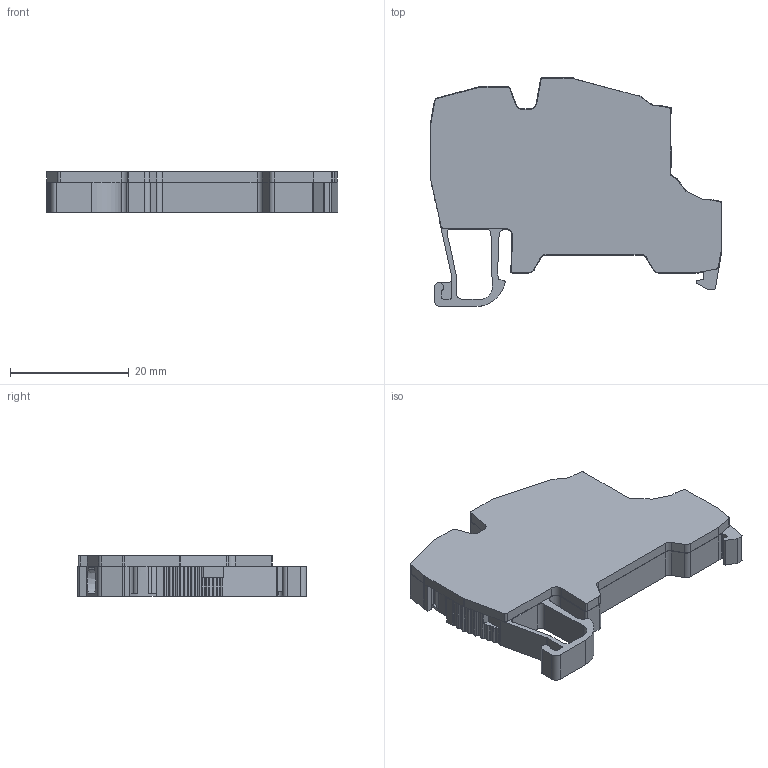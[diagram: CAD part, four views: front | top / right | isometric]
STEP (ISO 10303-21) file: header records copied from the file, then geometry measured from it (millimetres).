
FILE_DESCRIPTION (( 'STEP AP203' ), '1' );
FILE_NAME ('PC KLEMENS.STEP', '2021-01-21T11:33:23', ( '' ), ( '' ), 'SwSTEP 2.0', 'SolidWorks 2019', '' );
FILE_SCHEMA (( 'CONFIG_CONTROL_DESIGN' ));
Length unit declared in the file: millimetre
Products named in the file (1): PC KLEMENS
Bounding box: 49 x 38.5 x 6.75 mm (x, y, z)
Volume: 7602.2 mm3; surface area: 4419.4 mm2
Topology: 1 solids, 1 shells, 390 faces, 1122 edges, 737 vertices
Faces by surface type: plane 233, cylinder 149, cone 4, bspline 4
Entity records: 12950 total; most frequent: CARTESIAN_POINT 2402, ORIENTED_EDGE 2244, DIRECTION 2198, EDGE_CURVE 1122, LINE 772, VECTOR 772, VERTEX_POINT 737, AXIS2_PLACEMENT_3D 713
